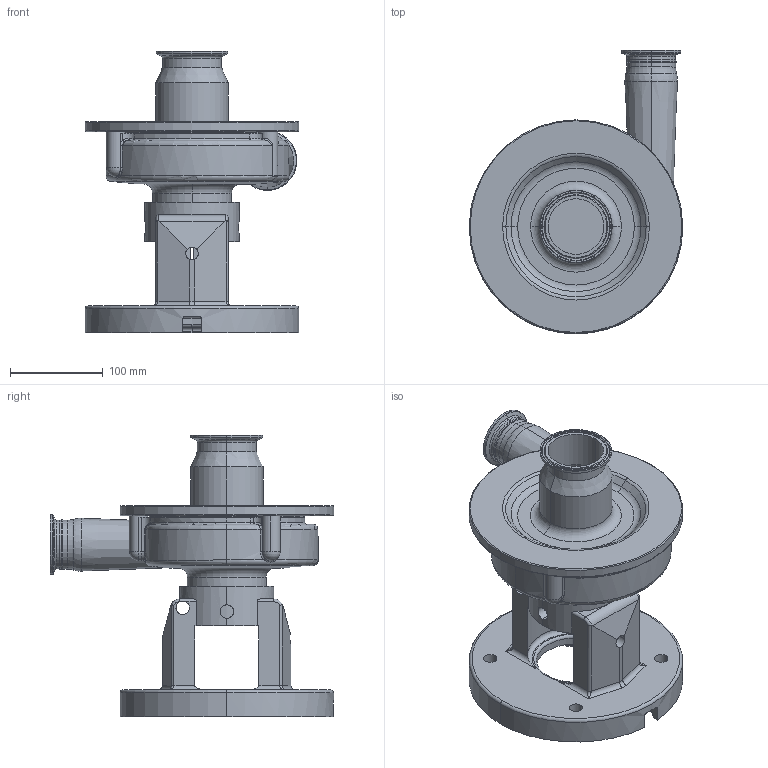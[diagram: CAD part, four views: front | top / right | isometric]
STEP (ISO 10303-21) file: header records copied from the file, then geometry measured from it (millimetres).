
FILE_DESCRIPTION (( 'STEP AP214' ), '1' );
FILE_NAME ('FPX 3521-3522 180TC VERTICAL.STEP', '2022-12-19T16:51:31', ( '' ), ( '' ), 'SwSTEP 2.0', 'SolidWorks 2021', '' );
FILE_SCHEMA (( 'AUTOMOTIVE_DESIGN' ));
Length unit declared in the file: millimetre
Products named in the file (3): FPX 352 180TC VERT^1275000088.STEP; FPX 3521-3522 180TC VERTICAL; 352 SLUG.STEP
Assembly tree (2 placements, depth 2):
  FPX 3521-3522 180TC VERTICAL
    352 SLUG.STEP
    FPX 352 180TC VERT^1275000088.STEP
Bounding box: 230 x 305 x 303.5 mm (x, y, z)
Volume: 3851040.1 mm3; surface area: 505713 mm2
Topology: 2 solids, 4 shells, 483 faces, 1174 edges, 686 vertices
Faces by surface type: cylinder 176, torus 128, plane 80, bspline 55, cone 27, sphere 17
Entity records: 23287 total; most frequent: CARTESIAN_POINT 12124, DIRECTION 2442, ORIENTED_EDGE 2316, EDGE_CURVE 1158, AXIS2_PLACEMENT_3D 1056, VERTEX_POINT 683, CIRCLE 623, EDGE_LOOP 515
